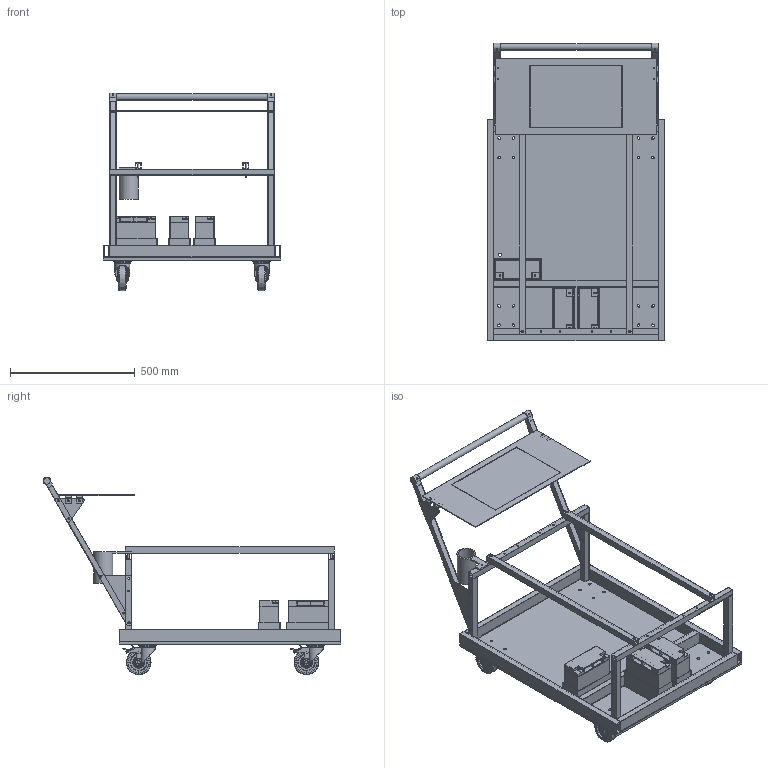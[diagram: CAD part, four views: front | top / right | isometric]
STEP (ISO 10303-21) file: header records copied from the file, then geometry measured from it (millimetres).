
FILE_DESCRIPTION(/* description */ (''),/* implementation_level */ '2;1');
FILE_NAME(/* name */ 'Master v12.step',/* time_stamp */ '2024-08-09T01:18:35-07:00',/* author */ (''),/* organization */ (''),/* preprocessor_version */ 'ST-DEVELOPER v20',/* originating_system */ 'Autodesk Translation Framework v13.14.0.145',/* authorisation */ '');
FILE_SCHEMA (('AUTOMOTIVE_DESIGN { 1 0 10303 214 3 1 1 }'));
Length unit declared in the file: inch
Products named in the file (44): Master; Robot Cart; Cart Base; Floor Part (with casters!); Floor; Casters; 27075T62_Easy-Roll Caster; Casters_1; 27075T62_Easy-Roll Caster_1; Casters_2; 27075T62_Easy-Roll Caster_2; Casters_3; 27075T62_Easy-Roll Caster_3; Component2; Component3; Component4; Component5; Component6; Component7; Base Tube Horiztonal; Battery Box; Base Tube Vertical; Battery; "light"; Upper Cart; Fun fun tube; Tray tube; External3; Verticle Tube Rear; Verticle Tube; Driver station; Side plate; Driver Station Support Tube; handle port; Handle; This is not an external component; Bracket; Water bottle holder; Bracket_1; Bracket_2 ...
Assembly tree (83 placements, depth 8):
  Master
    Robot Cart
      Cart Base
        Base Tube Horiztonal  x3
        Base Tube Vertical  x3
        Floor Part (with casters!)
          Floor
            Casters
              27075T62_Easy-Roll Caster
                Component2
                Component3
                Component4
                Component5
                Component6
                Component7
            Casters_1
              27075T62_Easy-Roll Caster_1
                Component2
                Component3
                Component4
                Component5
                Component6
                Component7
            Casters_2
              27075T62_Easy-Roll Caster_2
                Component2
                Component3
                Component4
                Component5
                Component6
                Component7
            Casters_3
              27075T62_Easy-Roll Caster_3
                Component2
                Component3
                Component4
                Component5
                Component6
                Component7
        Battery Box  x3
        Battery  x3
        "light"
      Upper Cart
        Fun fun tube
          Tray tube  x2
          External3  x2
          Verticle Tube Rear  x2
          Verticle Tube  x2
        Driver station
          Side plate  x2
          Driver Station Support Tube  x2
          handle port  x2
          Handle
          This is not an external component  x2
          Bracket
            Bracket_4
        Water bottle holder
    Bracket_1
      Bracket_4
    Bracket_2
Bounding box: 711.2 x 1193.51 x 792.86 mm (x, y, z)
Volume: 18511894 mm3; surface area: 5368557.9 mm2
Topology: 72 solids, 72 shells, 2130 faces, 5120 edges, 3186 vertices
Faces by surface type: plane 1005, cylinder 721, torus 184, cone 148, bspline 38, sphere 34
Full cylindrical faces by diameter (mm): 2.388 x4, 3.81 x6, 4.496 x8, 6.35 x4, 6.604 x79, 8.125 x8, 9.36 x8, 9.652 x4, 11.375 x4, 12.7 x1, 18.6 x4, 25.349 x1, 25.4 x2, 27.432 x8, 40.158 x8, 63.5 x1, 76.2 x1, 83.236 x8
Entity records: 24369 total; most frequent: CARTESIAN_POINT 5115, DIRECTION 4005, ORIENTED_EDGE 3564, EDGE_CURVE 1782, AXIS2_PLACEMENT_3D 1457, VERTEX_POINT 1128, LINE 1091, VECTOR 1091
